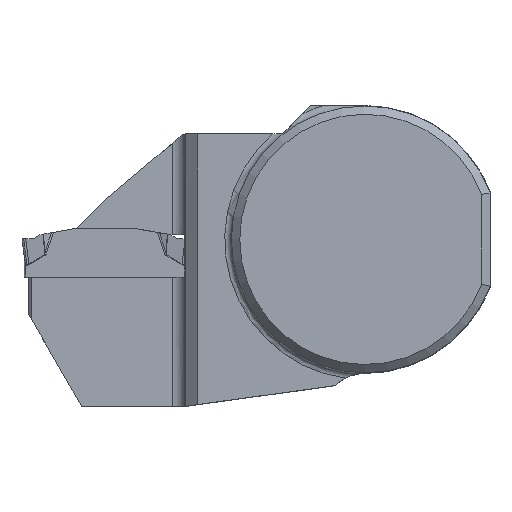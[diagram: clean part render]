
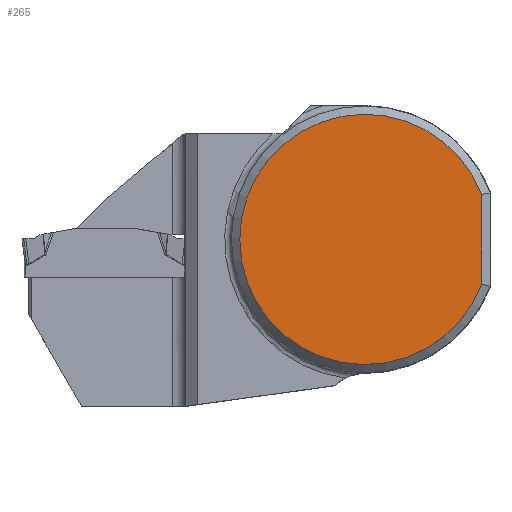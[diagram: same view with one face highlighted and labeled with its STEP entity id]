
A CAD part, top view. The second image highlights one B-rep face of the part: STEP entity #265.
In plain terms, the highlighted planar face has unit normal (0, 0, 1).
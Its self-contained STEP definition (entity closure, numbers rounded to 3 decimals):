
#210=PLANE('',#2021);
#265=ADVANCED_FACE('',(#393),#210,.F.);
#393=FACE_OUTER_BOUND('',#500,.T.);
#500=EDGE_LOOP('',(#917,#918));
#625=LINE('',#2609,#767);
#767=VECTOR('',#2183,1.);
#917=ORIENTED_EDGE('',*,*,#1648,.F.);
#918=ORIENTED_EDGE('',*,*,#1649,.T.);
#1473=VERTEX_POINT('',#2610);
#1474=VERTEX_POINT('',#2611);
#1648=EDGE_CURVE('',#1473,#1474,#625,.T.);
#1649=EDGE_CURVE('',#1473,#1474,#1918,.T.);
#1918=CIRCLE('',#2020,15.);
#2020=AXIS2_PLACEMENT_3D('',#2612,#2184,#2185);
#2021=AXIS2_PLACEMENT_3D('',#2613,#2186,#2187);
#2183=DIRECTION('',(0.,-1.,0.));
#2184=DIRECTION('',(0.,0.,1.));
#2185=DIRECTION('',(-1.,0.,0.));
#2186=DIRECTION('',(0.,0.,-1.));
#2187=DIRECTION('',(-1.,0.,0.));
#2609=CARTESIAN_POINT('',(14.,0.,0.325));
#2610=CARTESIAN_POINT('',(14.,5.385,0.325));
#2611=CARTESIAN_POINT('',(14.,-5.385,0.325));
#2612=CARTESIAN_POINT('',(0.,0.,0.325));
#2613=CARTESIAN_POINT('',(0.,0.,0.325));
